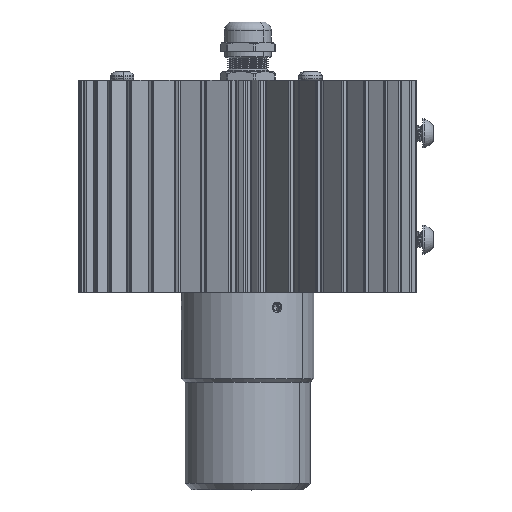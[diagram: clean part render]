
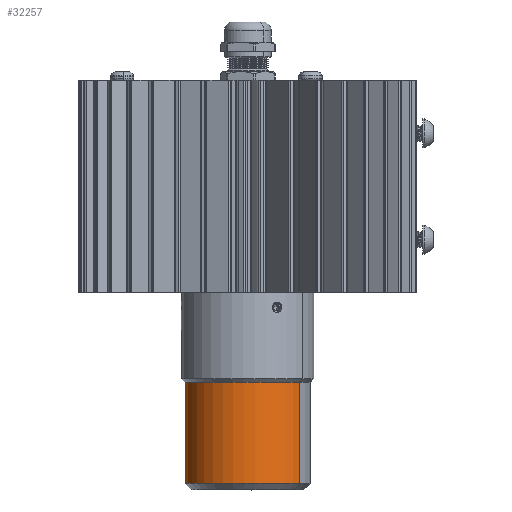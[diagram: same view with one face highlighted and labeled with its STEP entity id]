
A CAD part, top view. The second image highlights one B-rep face of the part: STEP entity #32257.
In plain terms, the highlighted cylindrical face has radius 14.999 mm (diameter 29.997 mm), a partial arc.
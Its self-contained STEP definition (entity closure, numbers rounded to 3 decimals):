
#1925 = AXIS2_PLACEMENT_3D ( 'NONE', #50134, #14453, #29516 ) ;
#2026 = EDGE_CURVE ( 'NONE', #28474, #63932, #36030, .T. ) ;
#4738 = DIRECTION ( 'NONE',  ( 0.832, 0., 0.555 ) ) ;
#5228 = DIRECTION ( 'NONE',  ( 0., -1., 0. ) ) ;
#6103 = DIRECTION ( 'NONE',  ( 0.832, 0., 0.555 ) ) ;
#6545 = CARTESIAN_POINT ( 'NONE',  ( 12.479, -35.903, 19.687 ) ) ;
#7867 = AXIS2_PLACEMENT_3D ( 'NONE', #25994, #5228, #6103 ) ;
#9443 = VERTEX_POINT ( 'NONE', #6545 ) ;
#11134 = EDGE_LOOP ( 'NONE', ( #55037, #49129, #49868, #24975 ) ) ;
#14453 = DIRECTION ( 'NONE',  ( 0., -1., 0. ) ) ;
#19256 = VECTOR ( 'NONE', #48437, 1000. ) ;
#24975 = ORIENTED_EDGE ( 'NONE', *, *, #55686, .F. ) ;
#25994 = CARTESIAN_POINT ( 'NONE',  ( 0., -11.697, 11.367 ) ) ;
#26492 = FACE_OUTER_BOUND ( 'NONE', #11134, .T. ) ;
#26803 = EDGE_CURVE ( 'NONE', #40100, #28474, #34881, .T. ) ;
#28474 = VERTEX_POINT ( 'NONE', #28493 ) ;
#28493 = CARTESIAN_POINT ( 'NONE',  ( -12.479, -11.697, 3.046 ) ) ;
#29516 = DIRECTION ( 'NONE',  ( 0.832, 0., 0.555 ) ) ;
#29526 = CARTESIAN_POINT ( 'NONE',  ( 0., -37.427, 11.367 ) ) ;
#31535 = DIRECTION ( 'NONE',  ( 0., -1., 0. ) ) ;
#32257 = ADVANCED_FACE ( 'NONE', ( #26492 ), #58595, .T. ) ;
#34801 = CARTESIAN_POINT ( 'NONE',  ( 12.479, -11.697, 19.687 ) ) ;
#34881 = CIRCLE ( 'NONE', #7867, 14.999 ) ;
#36030 = LINE ( 'NONE', #48217, #19256 ) ;
#36658 = CARTESIAN_POINT ( 'NONE',  ( 12.479, -37.427, 19.687 ) ) ;
#40100 = VERTEX_POINT ( 'NONE', #34801 ) ;
#42527 = CIRCLE ( 'NONE', #1925, 14.999 ) ;
#48217 = CARTESIAN_POINT ( 'NONE',  ( -12.479, -37.427, 3.046 ) ) ;
#48437 = DIRECTION ( 'NONE',  ( 0., -1., 0. ) ) ;
#49129 = ORIENTED_EDGE ( 'NONE', *, *, #2026, .T. ) ;
#49868 = ORIENTED_EDGE ( 'NONE', *, *, #59234, .F. ) ;
#50134 = CARTESIAN_POINT ( 'NONE',  ( 0., -35.903, 11.367 ) ) ;
#50957 = LINE ( 'NONE', #36658, #59801 ) ;
#55020 = CARTESIAN_POINT ( 'NONE',  ( -12.479, -35.903, 3.046 ) ) ;
#55037 = ORIENTED_EDGE ( 'NONE', *, *, #26803, .T. ) ;
#55686 = EDGE_CURVE ( 'NONE', #40100, #9443, #50957, .T. ) ;
#58595 = CYLINDRICAL_SURFACE ( 'NONE', #62797, 14.999 ) ;
#59234 = EDGE_CURVE ( 'NONE', #9443, #63932, #42527, .T. ) ;
#59801 = VECTOR ( 'NONE', #31535, 1000. ) ;
#62797 = AXIS2_PLACEMENT_3D ( 'NONE', #29526, #65914, #4738 ) ;
#63932 = VERTEX_POINT ( 'NONE', #55020 ) ;
#65914 = DIRECTION ( 'NONE',  ( 0., -1., 0. ) ) ;
